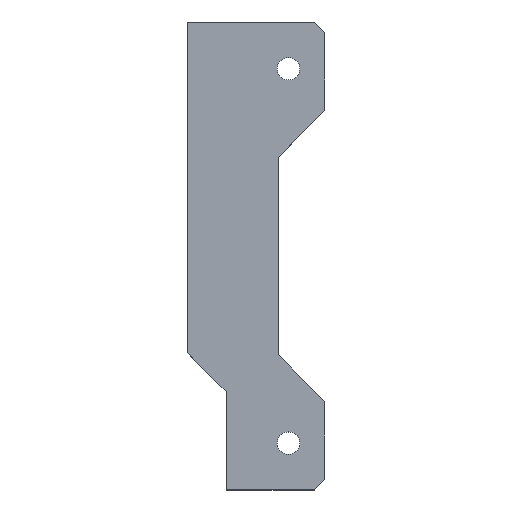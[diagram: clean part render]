
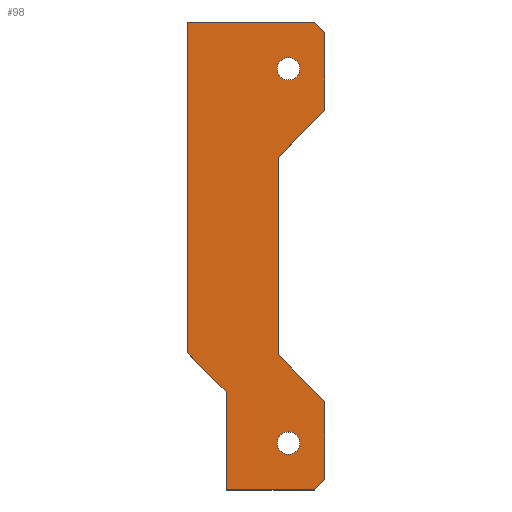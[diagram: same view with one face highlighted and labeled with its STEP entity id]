
A CAD part, top view. The second image highlights one B-rep face of the part: STEP entity #98.
In plain terms, the highlighted planar face has unit normal (0, 0, 1).
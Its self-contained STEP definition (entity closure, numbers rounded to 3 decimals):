
#98=ADVANCED_FACE('',(#219,#220,#221),#222,.T.);
#219=FACE_OUTER_BOUND('',#357,.T.);
#220=FACE_BOUND('',#358,.T.);
#221=FACE_BOUND('',#359,.T.);
#222=PLANE('',#360);
#357=EDGE_LOOP('',(#795,#796,#797,#798,#799,#800,#801,#802,#803,#804,#805,#806));
#358=EDGE_LOOP('',(#807,#808));
#359=EDGE_LOOP('',(#809,#810));
#360=AXIS2_PLACEMENT_3D('',#811,#812,#813);
#795=ORIENTED_EDGE('',*,*,#1065,.F.);
#796=ORIENTED_EDGE('',*,*,#1066,.F.);
#797=ORIENTED_EDGE('',*,*,#1067,.F.);
#798=ORIENTED_EDGE('',*,*,#1068,.T.);
#799=ORIENTED_EDGE('',*,*,#1001,.T.);
#800=ORIENTED_EDGE('',*,*,#1043,.F.);
#801=ORIENTED_EDGE('',*,*,#1064,.F.);
#802=ORIENTED_EDGE('',*,*,#1069,.F.);
#803=ORIENTED_EDGE('',*,*,#1070,.F.);
#804=ORIENTED_EDGE('',*,*,#1071,.F.);
#805=ORIENTED_EDGE('',*,*,#1072,.F.);
#806=ORIENTED_EDGE('',*,*,#1073,.F.);
#807=ORIENTED_EDGE('',*,*,#931,.F.);
#808=ORIENTED_EDGE('',*,*,#1074,.F.);
#809=ORIENTED_EDGE('',*,*,#926,.F.);
#810=ORIENTED_EDGE('',*,*,#1075,.F.);
#811=CARTESIAN_POINT('',(79.5,154.,-235.));
#812=DIRECTION('',(0.0,0.0,1.0));
#813=DIRECTION('',(1.0,0.0,0.0));
#926=EDGE_CURVE('',#1103,#1097,#1105,.T.);
#931=EDGE_CURVE('',#1113,#1107,#1115,.T.);
#1001=EDGE_CURVE('',#1246,#1244,#1247,.T.);
#1043=EDGE_CURVE('',#1312,#1244,#1313,.T.);
#1064=EDGE_CURVE('',#1336,#1312,#1338,.T.);
#1065=EDGE_CURVE('',#1339,#1340,#1341,.T.);
#1066=EDGE_CURVE('',#1342,#1339,#1343,.T.);
#1067=EDGE_CURVE('',#1344,#1342,#1345,.T.);
#1068=EDGE_CURVE('',#1344,#1246,#1346,.T.);
#1069=EDGE_CURVE('',#1347,#1336,#1348,.T.);
#1070=EDGE_CURVE('',#1349,#1347,#1350,.T.);
#1071=EDGE_CURVE('',#1351,#1349,#1352,.T.);
#1072=EDGE_CURVE('',#1353,#1351,#1354,.T.);
#1073=EDGE_CURVE('',#1340,#1353,#1355,.T.);
#1074=EDGE_CURVE('',#1107,#1113,#1356,.T.);
#1075=EDGE_CURVE('',#1097,#1103,#1357,.T.);
#1097=VERTEX_POINT('',#1387);
#1103=VERTEX_POINT('',#1394);
#1105=CIRCLE('',#1397,2.15);
#1107=VERTEX_POINT('',#1399);
#1113=VERTEX_POINT('',#1406);
#1115=CIRCLE('',#1409,2.15);
#1244=VERTEX_POINT('',#1572);
#1246=VERTEX_POINT('',#1575);
#1247=LINE('',#1576,#1577);
#1312=VERTEX_POINT('',#1663);
#1313=LINE('',#1664,#1665);
#1336=VERTEX_POINT('',#1707);
#1338=LINE('',#1710,#1711);
#1339=VERTEX_POINT('',#1712);
#1340=VERTEX_POINT('',#1713);
#1341=LINE('',#1714,#1715);
#1342=VERTEX_POINT('',#1716);
#1343=LINE('',#1717,#1718);
#1344=VERTEX_POINT('',#1719);
#1345=LINE('',#1720,#1721);
#1346=LINE('',#1722,#1723);
#1347=VERTEX_POINT('',#1724);
#1348=LINE('',#1725,#1726);
#1349=VERTEX_POINT('',#1727);
#1350=LINE('',#1728,#1729);
#1351=VERTEX_POINT('',#1730);
#1352=LINE('',#1731,#1732);
#1353=VERTEX_POINT('',#1733);
#1354=LINE('',#1734,#1735);
#1355=LINE('',#1736,#1737);
#1356=CIRCLE('',#1738,2.15);
#1357=CIRCLE('',#1739,2.15);
#1387=CARTESIAN_POINT('',(84.35,235.0,-235.));
#1394=CARTESIAN_POINT('',(88.65,235.0,-235.));
#1397=AXIS2_PLACEMENT_3D('',#1794,#1795,#1796);
#1399=CARTESIAN_POINT('',(84.35,163.,-235.));
#1406=CARTESIAN_POINT('',(88.65,163.,-235.));
#1409=AXIS2_PLACEMENT_3D('',#1805,#1806,#1807);
#1572=CARTESIAN_POINT('',(67.,180.371,-235.));
#1575=CARTESIAN_POINT('',(67.,244.0,-235.));
#1576=CARTESIAN_POINT('',(67.,193.75,-235.));
#1577=VECTOR('',#1945,1.0);
#1663=CARTESIAN_POINT('',(74.5,172.871,-235.));
#1664=CARTESIAN_POINT('',(66.093,181.278,-235.));
#1665=VECTOR('',#2027,1.0);
#1707=CARTESIAN_POINT('',(74.5,154.,-235.));
#1710=CARTESIAN_POINT('',(74.5,193.75,-235.));
#1711=VECTOR('',#2048,1.0);
#1712=CARTESIAN_POINT('',(93.5,227.0,-235.));
#1713=CARTESIAN_POINT('',(84.5,218.0,-235.));
#1714=CARTESIAN_POINT('',(71.75,205.25,-235.));
#1715=VECTOR('',#2049,1.0);
#1716=CARTESIAN_POINT('',(93.5,242.0,-235.));
#1717=CARTESIAN_POINT('',(93.5,77.,-235.));
#1718=VECTOR('',#2050,1.0);
#1719=CARTESIAN_POINT('',(91.5,244.0,-235.));
#1720=CARTESIAN_POINT('',(112.,223.5,-235.));
#1721=VECTOR('',#2051,1.0);
#1722=CARTESIAN_POINT('',(74.5,244.0,-235.));
#1723=VECTOR('',#2052,1.0);
#1724=CARTESIAN_POINT('',(91.5,154.,-235.));
#1725=CARTESIAN_POINT('',(79.5,154.,-235.));
#1726=VECTOR('',#2053,1.0);
#1727=CARTESIAN_POINT('',(93.5,156.,-235.));
#1728=CARTESIAN_POINT('',(89.5,152.,-235.));
#1729=VECTOR('',#2054,1.0);
#1730=CARTESIAN_POINT('',(93.5,171.,-235.));
#1731=CARTESIAN_POINT('',(93.5,77.,-235.));
#1732=VECTOR('',#2055,1.0);
#1733=CARTESIAN_POINT('',(84.5,180.,-235.));
#1734=CARTESIAN_POINT('',(94.25,170.25,-235.));
#1735=VECTOR('',#2056,1.0);
#1736=CARTESIAN_POINT('',(84.5,186.,-235.));
#1737=VECTOR('',#2057,1.0);
#1738=AXIS2_PLACEMENT_3D('',#2058,#2059,#2060);
#1739=AXIS2_PLACEMENT_3D('',#2061,#2062,#2063);
#1794=CARTESIAN_POINT('',(86.5,235.0,-235.));
#1795=DIRECTION('',(0.0,0.0,1.0));
#1796=DIRECTION('',(-1.0,0.0,0.0));
#1805=CARTESIAN_POINT('',(86.5,163.,-235.));
#1806=DIRECTION('',(0.0,0.0,1.0));
#1807=DIRECTION('',(-1.0,0.0,0.0));
#1945=DIRECTION('',(-0.0,-1.0,-0.0));
#2027=DIRECTION('',(-0.707,0.707,0.0));
#2048=DIRECTION('',(0.0,1.0,0.0));
#2049=DIRECTION('',(-0.707,-0.707,0.0));
#2050=DIRECTION('',(0.0,-1.0,0.0));
#2051=DIRECTION('',(0.707,-0.707,0.0));
#2052=DIRECTION('',(-1.0,0.0,0.0));
#2053=DIRECTION('',(-1.0,0.0,0.0));
#2054=DIRECTION('',(-0.707,-0.707,0.0));
#2055=DIRECTION('',(0.0,-1.0,0.0));
#2056=DIRECTION('',(0.707,-0.707,0.0));
#2057=DIRECTION('',(0.0,-1.0,0.0));
#2058=CARTESIAN_POINT('',(86.5,163.,-235.));
#2059=DIRECTION('',(0.0,0.0,1.0));
#2060=DIRECTION('',(-1.0,0.0,0.0));
#2061=CARTESIAN_POINT('',(86.5,235.0,-235.));
#2062=DIRECTION('',(0.0,0.0,1.0));
#2063=DIRECTION('',(-1.0,0.0,0.0));
